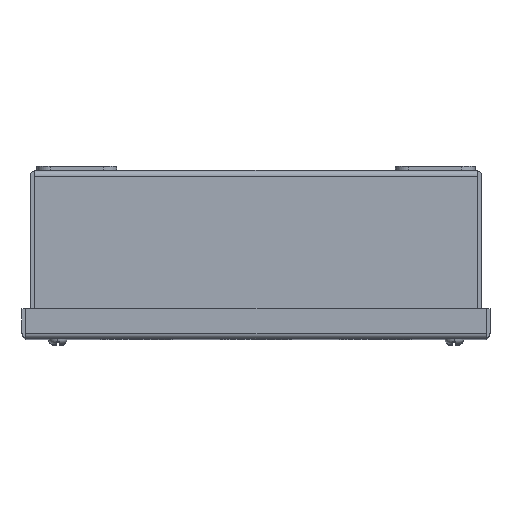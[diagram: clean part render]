
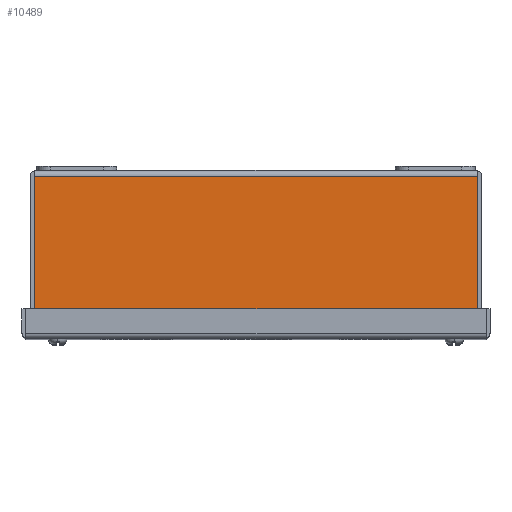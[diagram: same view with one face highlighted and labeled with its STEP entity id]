
A CAD part, top view. The second image highlights one B-rep face of the part: STEP entity #10489.
In plain terms, the highlighted planar face has unit normal (0, 0, 1).
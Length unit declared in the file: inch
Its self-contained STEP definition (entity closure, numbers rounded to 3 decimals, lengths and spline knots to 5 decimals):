
#100 = VECTOR ( 'NONE', #9763, 39.37008 ) ;
#859 = EDGE_CURVE ( 'NONE', #11265, #15927, #11641, .T. ) ;
#1249 = CARTESIAN_POINT ( 'NONE',  ( -4.17721, 39.37008, 4.75 ) ) ;
#1686 = CARTESIAN_POINT ( 'NONE',  ( 29.156, 0., 4.75 ) ) ;
#1906 = LINE ( 'NONE', #23154, #5009 ) ;
#2281 = VERTEX_POINT ( 'NONE', #8882 ) ;
#2924 = ORIENTED_EDGE ( 'NONE', *, *, #10014, .T. ) ;
#4530 = CARTESIAN_POINT ( 'NONE',  ( -4.17721, -2.892, 4.75 ) ) ;
#5009 = VECTOR ( 'NONE', #8770, 39.37008 ) ;
#5498 = CARTESIAN_POINT ( 'NONE',  ( 4.17721, -2.892, 4.75 ) ) ;
#5639 = DIRECTION ( 'NONE',  ( 0., -1., 0. ) ) ;
#5982 = LINE ( 'NONE', #13175, #13669 ) ;
#8450 = DIRECTION ( 'NONE',  ( -1., 0., 0. ) ) ;
#8770 = DIRECTION ( 'NONE',  ( 1., 0., 0. ) ) ;
#8882 = CARTESIAN_POINT ( 'NONE',  ( -4.17721, -0.108, 4.75 ) ) ;
#9763 = DIRECTION ( 'NONE',  ( 0., -1., 0. ) ) ;
#9820 = EDGE_CURVE ( 'NONE', #19559, #11265, #5982, .T. ) ;
#9866 = CARTESIAN_POINT ( 'NONE',  ( -4.17721, -2.892, 4.75 ) ) ;
#10014 = EDGE_CURVE ( 'NONE', #2281, #15927, #20958, .T. ) ;
#10444 = DIRECTION ( 'NONE',  ( 0., 0., -1. ) ) ;
#10489 = ADVANCED_FACE ( 'NONE', ( #21396 ), #23166, .F. ) ;
#10737 = CARTESIAN_POINT ( 'NONE',  ( 4.17721, -0.108, 4.75 ) ) ;
#11265 = VERTEX_POINT ( 'NONE', #5498 ) ;
#11641 = LINE ( 'NONE', #9866, #19460 ) ;
#13175 = CARTESIAN_POINT ( 'NONE',  ( 4.17721, 39.37008, 4.75 ) ) ;
#13669 = VECTOR ( 'NONE', #5639, 39.37008 ) ;
#14145 = AXIS2_PLACEMENT_3D ( 'NONE', #1686, #10444, #14320 ) ;
#14320 = DIRECTION ( 'NONE',  ( -1., 0., 0. ) ) ;
#15927 = VERTEX_POINT ( 'NONE', #4530 ) ;
#19430 = ORIENTED_EDGE ( 'NONE', *, *, #859, .F. ) ;
#19460 = VECTOR ( 'NONE', #8450, 39.37008 ) ;
#19559 = VERTEX_POINT ( 'NONE', #10737 ) ;
#19638 = ORIENTED_EDGE ( 'NONE', *, *, #9820, .F. ) ;
#20653 = EDGE_CURVE ( 'NONE', #2281, #19559, #1906, .T. ) ;
#20763 = ORIENTED_EDGE ( 'NONE', *, *, #20653, .F. ) ;
#20958 = LINE ( 'NONE', #1249, #100 ) ;
#21396 = FACE_OUTER_BOUND ( 'NONE', #22067, .T. ) ;
#22067 = EDGE_LOOP ( 'NONE', ( #19430, #19638, #20763, #2924 ) ) ;
#23154 = CARTESIAN_POINT ( 'NONE',  ( -4.142, -0.108, 4.75 ) ) ;
#23166 = PLANE ( 'NONE',  #14145 ) ;
